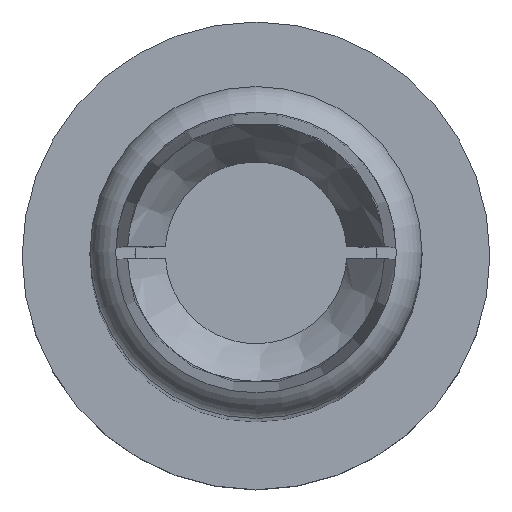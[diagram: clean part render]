
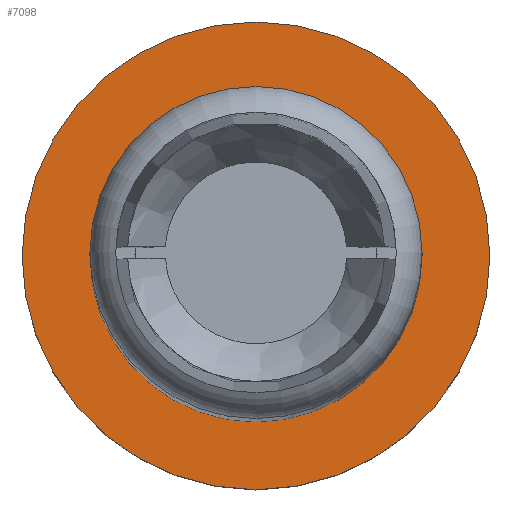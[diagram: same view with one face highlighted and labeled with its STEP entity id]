
A CAD part, top view. The second image highlights one B-rep face of the part: STEP entity #7098.
In plain terms, the highlighted planar face has unit normal (0, 0, 1).
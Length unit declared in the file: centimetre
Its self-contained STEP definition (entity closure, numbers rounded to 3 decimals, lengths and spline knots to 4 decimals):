
#2550=VERTEX_POINT('',#13109);
#2581=VERTEX_POINT('',#13609);
#2625=CIRCLE('',#7309,0.0902);
#2641=CIRCLE('',#7340,0.127);
#3662=EDGE_CURVE('',#2550,#2550,#2625,.T.);
#3703=EDGE_CURVE('',#2581,#2581,#2641,.T.);
#5823=ORIENTED_EDGE('',*,*,#3662,.T.);
#5824=ORIENTED_EDGE('',*,*,#3703,.F.);
#6262=EDGE_LOOP('',(#5823));
#6263=EDGE_LOOP('',(#5824));
#6701=FACE_BOUND('',#6262,.T.);
#6702=FACE_BOUND('',#6263,.T.);
#7098=ADVANCED_FACE('',(#6701,#6702),#13766,.F.);
#7309=AXIS2_PLACEMENT_3D('',#13108,#8141,#8142);
#7339=AXIS2_PLACEMENT_3D('',#13607,#8204,$);
#7340=AXIS2_PLACEMENT_3D('',#13608,#8205,#8206);
#8141=DIRECTION('',(0.,0.,-1.));
#8142=DIRECTION('',(0.09,0.,0.));
#8204=DIRECTION('',(0.,0.,-1.));
#8205=DIRECTION('',(0.,0.,-1.));
#8206=DIRECTION('',(-0.127,0.,0.));
#13108=CARTESIAN_POINT('',(0.,0.,-0.9652));
#13109=CARTESIAN_POINT('',(-0.0902,0.,-0.9652));
#13607=CARTESIAN_POINT('',(0.,0.,-0.9652));
#13608=CARTESIAN_POINT('',(0.,0.,-0.9652));
#13609=CARTESIAN_POINT('',(-0.127,0.,-0.9652));
#13766=PLANE('',#7339);
